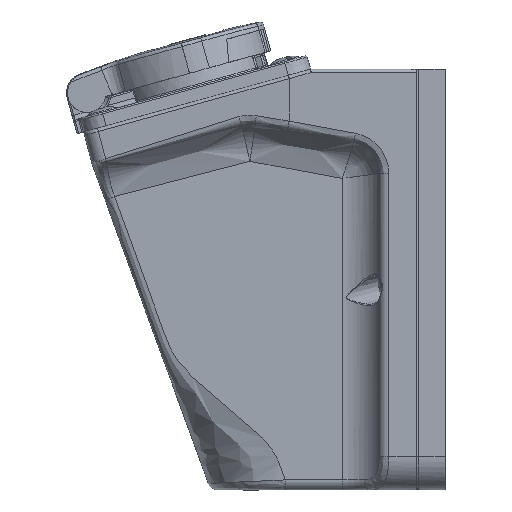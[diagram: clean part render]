
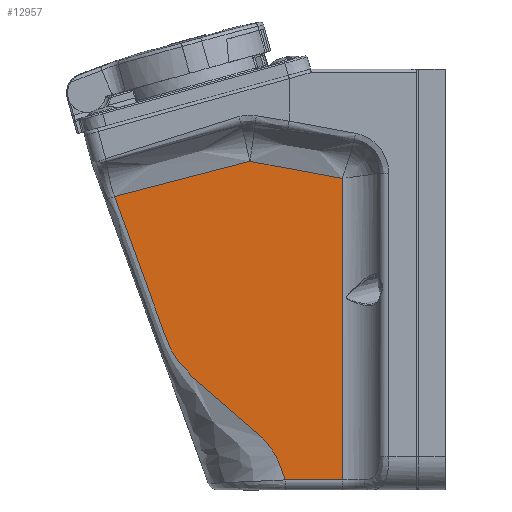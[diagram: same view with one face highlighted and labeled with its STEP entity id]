
A CAD part, left-side view. The second image highlights one B-rep face of the part: STEP entity #12957.
In plain terms, the highlighted planar face has unit normal (-1, 0.009, 0).
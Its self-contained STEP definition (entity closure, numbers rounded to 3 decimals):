
#263 = CARTESIAN_POINT ( 'NONE',  ( -29.784, 98.254, -37.834 ) ) ;
#2586 = LINE ( 'NONE', #53660, #16961 ) ;
#4355 = PLANE ( 'NONE',  #33352 ) ;
#4755 = CARTESIAN_POINT ( 'NONE',  ( -29.905, 84.84, -34.407 ) ) ;
#4776 = DIRECTION ( 'NONE',  ( -1., 0.009, 0. ) ) ;
#4999 = EDGE_CURVE ( 'NONE', #27819, #80853, #46244, .T. ) ;
#5768 = CARTESIAN_POINT ( 'NONE',  ( -30.147, 58.054, -27.388 ) ) ;
#6783 = CARTESIAN_POINT ( 'NONE',  ( -30.5, 19., -22.5 ) ) ;
#12193 = CARTESIAN_POINT ( 'NONE',  ( -30.312, 39.775, -30.805 ) ) ;
#12957 = ADVANCED_FACE ( 'NONE', ( #23217 ), #4355, .T. ) ;
#16961 = VECTOR ( 'NONE', #54936, 1000. ) ;
#17611 = CARTESIAN_POINT ( 'NONE',  ( -30.147, 58.054, -27.388 ) ) ;
#23209 = B_SPLINE_CURVE_WITH_KNOTS ( 'NONE', 3,
 ( #56503, #29891, #68122, #36747, #80983, #82251, #48378, #35911, #68548, #81413 ),
 .UNSPECIFIED., .F., .F.,
 ( 4, 3, 3, 4 ),
 ( 0., 0.153, 0.307, 0.323 ),
 .UNSPECIFIED. ) ;
#23217 = FACE_OUTER_BOUND ( 'NONE', #81157, .T. ) ;
#24285 = ORIENTED_EDGE ( 'NONE', *, *, #59797, .T. ) ;
#25690 = CARTESIAN_POINT ( 'NONE',  ( -30.395, 30.63, -122. ) ) ;
#27819 = VERTEX_POINT ( 'NONE', #79842 ) ;
#28955 = CARTESIAN_POINT ( 'NONE',  ( -30.5, 19., -122. ) ) ;
#29891 = CARTESIAN_POINT ( 'NONE',  ( -29.831, 93.03, -52.189 ) ) ;
#30547 = EDGE_CURVE ( 'NONE', #80853, #83577, #71088, .T. ) ;
#33190 = CARTESIAN_POINT ( 'NONE',  ( -30.23, 48.916, -29.108 ) ) ;
#33352 = AXIS2_PLACEMENT_3D ( 'NONE', #6783, #4776, #44228 ) ;
#34095 = DIRECTION ( 'NONE',  ( -0.009, -1., 0. ) ) ;
#35911 = CARTESIAN_POINT ( 'NONE',  ( -30.232, 48.66, -119.014 ) ) ;
#36747 = CARTESIAN_POINT ( 'NONE',  ( -29.926, 82.58, -80.899 ) ) ;
#41203 = ORIENTED_EDGE ( 'NONE', *, *, #4999, .T. ) ;
#44228 = DIRECTION ( 'NONE',  ( 0.009, 1., 0. ) ) ;
#45038 = CARTESIAN_POINT ( 'NONE',  ( -30.026, 71.44, -30.922 ) ) ;
#46244 = B_SPLINE_CURVE_WITH_KNOTS ( 'NONE', 3,
 ( #77831, #12193, #33190, #5768 ),
 .UNSPECIFIED., .F., .F.,
 ( 4, 4 ),
 ( 0., 0.028 ),
 .UNSPECIFIED. ) ;
#48378 = CARTESIAN_POINT ( 'NONE',  ( -30.227, 49.203, -117.521 ) ) ;
#51500 = CARTESIAN_POINT ( 'NONE',  ( -29.784, 98.254, -37.834 ) ) ;
#53660 = CARTESIAN_POINT ( 'NONE',  ( -30.395, 30.63, -22.5 ) ) ;
#54936 = DIRECTION ( 'NONE',  ( 0., 0., 1. ) ) ;
#56503 = CARTESIAN_POINT ( 'NONE',  ( -29.784, 98.254, -37.834 ) ) ;
#57180 = VERTEX_POINT ( 'NONE', #25690 ) ;
#59797 = EDGE_CURVE ( 'NONE', #84827, #57180, #67165, .T. ) ;
#61434 = EDGE_CURVE ( 'NONE', #57180, #27819, #2586, .T. ) ;
#64865 = VECTOR ( 'NONE', #34095, 1000. ) ;
#65749 = ORIENTED_EDGE ( 'NONE', *, *, #78132, .T. ) ;
#67165 = LINE ( 'NONE', #28955, #64865 ) ;
#67865 = CARTESIAN_POINT ( 'NONE',  ( -30.242, 47.573, -122. ) ) ;
#68122 = CARTESIAN_POINT ( 'NONE',  ( -29.878, 87.805, -66.544 ) ) ;
#68548 = CARTESIAN_POINT ( 'NONE',  ( -30.237, 48.116, -120.507 ) ) ;
#71088 = B_SPLINE_CURVE_WITH_KNOTS ( 'NONE', 3,
 ( #17611, #45038, #4755, #51500 ),
 .UNSPECIFIED., .F., .F.,
 ( 4, 4 ),
 ( 0., 0.042 ),
 .UNSPECIFIED. ) ;
#77831 = CARTESIAN_POINT ( 'NONE',  ( -30.395, 30.63, -32.481 ) ) ;
#78132 = EDGE_CURVE ( 'NONE', #83577, #84827, #23209, .T. ) ;
#78683 = CARTESIAN_POINT ( 'NONE',  ( -30.147, 58.054, -27.388 ) ) ;
#79842 = CARTESIAN_POINT ( 'NONE',  ( -30.395, 30.63, -32.481 ) ) ;
#80492 = ORIENTED_EDGE ( 'NONE', *, *, #30547, .T. ) ;
#80853 = VERTEX_POINT ( 'NONE', #78683 ) ;
#80983 = CARTESIAN_POINT ( 'NONE',  ( -29.973, 77.355, -95.254 ) ) ;
#81157 = EDGE_LOOP ( 'NONE', ( #65749, #24285, #84713, #41203, #80492 ) ) ;
#81413 = CARTESIAN_POINT ( 'NONE',  ( -30.242, 47.573, -122. ) ) ;
#82251 = CARTESIAN_POINT ( 'NONE',  ( -30.18, 54.428, -103.166 ) ) ;
#83577 = VERTEX_POINT ( 'NONE', #263 ) ;
#84713 = ORIENTED_EDGE ( 'NONE', *, *, #61434, .T. ) ;
#84827 = VERTEX_POINT ( 'NONE', #67865 ) ;
